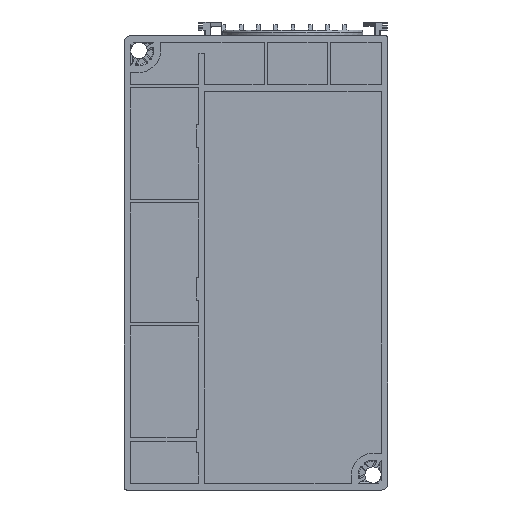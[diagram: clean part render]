
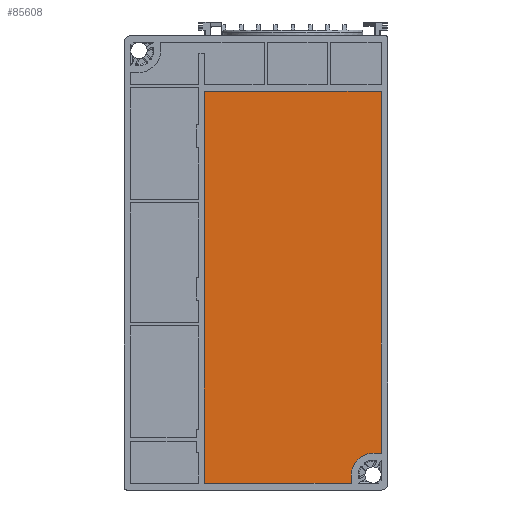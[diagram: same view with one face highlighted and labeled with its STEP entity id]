
A CAD part, front view. The second image highlights one B-rep face of the part: STEP entity #85608.
In plain terms, the highlighted planar face has unit normal (0, -1, 0).
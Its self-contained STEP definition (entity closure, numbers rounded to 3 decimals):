
#2730 = DIRECTION ( 'NONE',  ( 0., 0., -1. ) ) ;
#3247 = LINE ( 'NONE', #57382, #75341 ) ;
#4671 = EDGE_CURVE ( 'NONE', #102353, #53027, #109538, .T. ) ;
#9350 = CARTESIAN_POINT ( 'NONE',  ( 37.5, -52.055, -70. ) ) ;
#10514 = AXIS2_PLACEMENT_3D ( 'NONE', #114205, #91447, #37301 ) ;
#14886 = EDGE_LOOP ( 'NONE', ( #74786, #125674, #60965, #61653, #49068, #43906, #127247 ) ) ;
#18139 = CARTESIAN_POINT ( 'NONE',  ( 35., -52.055, -83.5 ) ) ;
#18485 = CARTESIAN_POINT ( 'NONE',  ( -19., -52.055, 63. ) ) ;
#22826 = EDGE_CURVE ( 'NONE', #68771, #80848, #30489, .T. ) ;
#23425 = VECTOR ( 'NONE', #62104, 1000. ) ;
#30489 = LINE ( 'NONE', #18139, #57222 ) ;
#30722 = EDGE_CURVE ( 'NONE', #80848, #83369, #33177, .T. ) ;
#31422 = LINE ( 'NONE', #9350, #23425 ) ;
#33177 = CIRCLE ( 'NONE', #10514, 8. ) ;
#34792 = FACE_OUTER_BOUND ( 'NONE', #14886, .T. ) ;
#37301 = DIRECTION ( 'NONE',  ( 0., 0., -1. ) ) ;
#38829 = AXIS2_PLACEMENT_3D ( 'NONE', #56881, #100327, #2730 ) ;
#41262 = VECTOR ( 'NONE', #61604, 1000. ) ;
#43689 = CARTESIAN_POINT ( 'NONE',  ( 48.5, -52.055, -81. ) ) ;
#43906 = ORIENTED_EDGE ( 'NONE', *, *, #60220, .T. ) ;
#44737 = CARTESIAN_POINT ( 'NONE',  ( -19., -52.055, 51.5 ) ) ;
#45486 = PLANE ( 'NONE',  #38829 ) ;
#45790 = CARTESIAN_POINT ( 'NONE',  ( -19., -52.055, -81. ) ) ;
#48461 = VECTOR ( 'NONE', #87172, 1000. ) ;
#49068 = ORIENTED_EDGE ( 'NONE', *, *, #60481, .F. ) ;
#51617 = CARTESIAN_POINT ( 'NONE',  ( 46., -52.055, 83.5 ) ) ;
#53027 = VERTEX_POINT ( 'NONE', #18485 ) ;
#56881 = CARTESIAN_POINT ( 'NONE',  ( 0., -52.055, 0. ) ) ;
#57222 = VECTOR ( 'NONE', #93683, 1000. ) ;
#57382 = CARTESIAN_POINT ( 'NONE',  ( -19., -52.055, 63. ) ) ;
#58108 = DIRECTION ( 'NONE',  ( -1., 0., 0. ) ) ;
#60220 = EDGE_CURVE ( 'NONE', #124867, #53027, #3247, .T. ) ;
#60338 = VECTOR ( 'NONE', #88210, 1000. ) ;
#60481 = EDGE_CURVE ( 'NONE', #124867, #94733, #83684, .T. ) ;
#60965 = ORIENTED_EDGE ( 'NONE', *, *, #30722, .T. ) ;
#61604 = DIRECTION ( 'NONE',  ( 0., 0., -1. ) ) ;
#61653 = ORIENTED_EDGE ( 'NONE', *, *, #135170, .T. ) ;
#62104 = DIRECTION ( 'NONE',  ( 1., 0., 0. ) ) ;
#64210 = EDGE_CURVE ( 'NONE', #68771, #102353, #77888, .T. ) ;
#68771 = VERTEX_POINT ( 'NONE', #95004 ) ;
#74270 = CARTESIAN_POINT ( 'NONE',  ( 46., -52.055, 63. ) ) ;
#74786 = ORIENTED_EDGE ( 'NONE', *, *, #64210, .F. ) ;
#75341 = VECTOR ( 'NONE', #58108, 1000. ) ;
#77888 = LINE ( 'NONE', #43689, #48461 ) ;
#79474 = CARTESIAN_POINT ( 'NONE',  ( 43., -52.055, -70. ) ) ;
#80848 = VERTEX_POINT ( 'NONE', #133281 ) ;
#83369 = VERTEX_POINT ( 'NONE', #79474 ) ;
#83684 = LINE ( 'NONE', #51617, #41262 ) ;
#85608 = ADVANCED_FACE ( 'NONE', ( #34792 ), #45486, .T. ) ;
#87172 = DIRECTION ( 'NONE',  ( -1., 0., 0. ) ) ;
#88210 = DIRECTION ( 'NONE',  ( 0., 0., 1. ) ) ;
#91447 = DIRECTION ( 'NONE',  ( 0., 1., 0. ) ) ;
#93683 = DIRECTION ( 'NONE',  ( 0., 0., 1. ) ) ;
#94733 = VERTEX_POINT ( 'NONE', #98430 ) ;
#95004 = CARTESIAN_POINT ( 'NONE',  ( 35., -52.055, -81. ) ) ;
#98430 = CARTESIAN_POINT ( 'NONE',  ( 46., -52.055, -70. ) ) ;
#100327 = DIRECTION ( 'NONE',  ( 0., -1., 0. ) ) ;
#102353 = VERTEX_POINT ( 'NONE', #45790 ) ;
#109538 = LINE ( 'NONE', #44737, #60338 ) ;
#114205 = CARTESIAN_POINT ( 'NONE',  ( 43., -52.055, -78. ) ) ;
#124867 = VERTEX_POINT ( 'NONE', #74270 ) ;
#125674 = ORIENTED_EDGE ( 'NONE', *, *, #22826, .T. ) ;
#127247 = ORIENTED_EDGE ( 'NONE', *, *, #4671, .F. ) ;
#133281 = CARTESIAN_POINT ( 'NONE',  ( 35., -52.055, -78. ) ) ;
#135170 = EDGE_CURVE ( 'NONE', #83369, #94733, #31422, .T. ) ;
